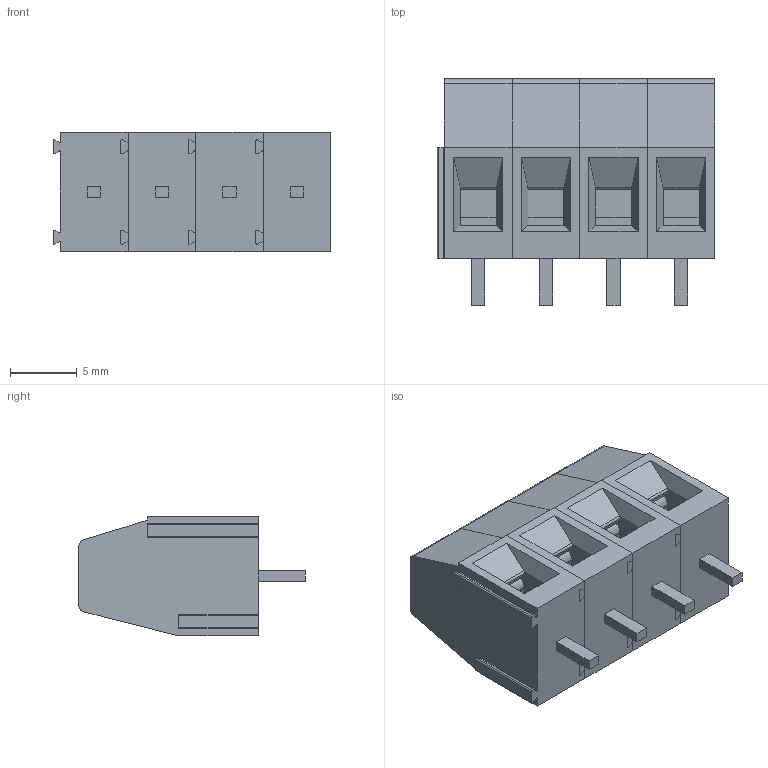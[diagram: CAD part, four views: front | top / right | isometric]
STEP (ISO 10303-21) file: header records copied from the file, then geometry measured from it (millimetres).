
FILE_DESCRIPTION(/* description */ (''),/* implementation_level */ '2;1');
FILE_NAME(/* name */ 'MKD7CC~1',/* time_stamp */ '2018-02-26T19:15:35+03:00',/* author */ (''),/* organization */ (''),/* preprocessor_version */ 'ST-DEVELOPER v15',/* originating_system */ '',/* authorisation */ '');
FILE_SCHEMA (('AUTOMOTIVE_DESIGN'));
Length unit declared in the file: millimetre
Products named in the file (1): Document
Bounding box: 20.87 x 17 x 9 mm (x, y, z)
Surface area: 2840.6 mm2 (no closed solid volume)
Topology: 0 solids, 16 shells, 620 faces, 1768 edges, 1176 vertices
Faces by surface type: plane 368, bspline 252
Entity records: 26257 total; most frequent: CARTESIAN_POINT 15134, ORIENTED_EDGE 3424, EDGE_CURVE 1768, B_SPLINE_CURVE_WITH_KNOTS 1424, VERTEX_POINT 1176, EDGE_LOOP 680, ADVANCED_FACE 620, FACE_OUTER_BOUND 620
